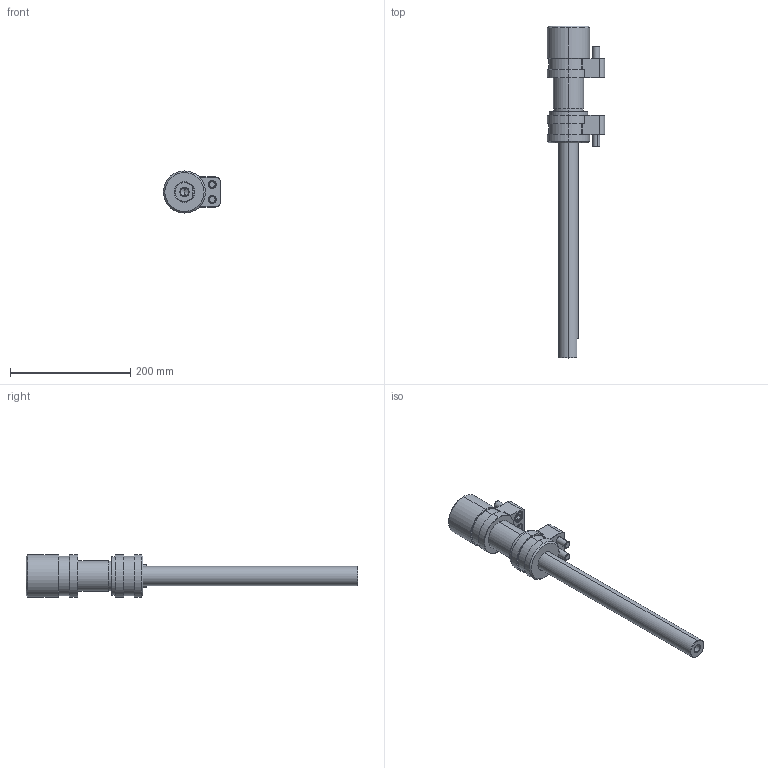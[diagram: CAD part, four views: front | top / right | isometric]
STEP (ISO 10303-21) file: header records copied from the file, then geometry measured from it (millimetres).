
FILE_DESCRIPTION (( 'STEP AP214' ), '1' );
FILE_NAME ('SY327054_strok56max.STEP', '2022-03-28T11:04:44', ( '' ), ( '' ), 'SwSTEP 2.0', 'SolidWorks 2019', '' );
FILE_SCHEMA (( 'AUTOMOTIVE_DESIGN' ));
Length unit declared in the file: millimetre
Products named in the file (11): BF503225; 8SY327054-H_final; 9SY327054-1; 3IMAN8X3-80ｺ; 9SY327054-2; DIN912 M12X40_DIN 912 M12 x 40 --- 40C; 9BF503225; SY327054_strok56max; 9SY327054-SE; 9SY327054-3
Assembly tree (18 placements, depth 3):
  SY327054_strok56max
    8SY327054-H_final
    9SY327054-2
    9SY327054-3
    9SY327054-1
    DIN912 M12X40_DIN 912 M12 x 40 --- 40C  x4
    BF503225
      9BF503225
      3IMAN8X3-80ｺ
    BF503225
      9BF503225
      3IMAN8X3-80ｺ
    9SY327054-SE  x4
Bounding box: 95 x 551 x 70 mm (x, y, z)
Volume: 891264.9 mm3; surface area: 178439.6 mm2
Topology: 16 solids, 16 shells, 506 faces, 1147 edges, 676 vertices
Faces by surface type: plane 151, cylinder 146, cone 141, torus 64, bspline 4
Entity records: 10225 total; most frequent: CARTESIAN_POINT 1835, DIRECTION 1635, ORIENTED_EDGE 1374, EDGE_CURVE 687, AXIS2_PLACEMENT_3D 676, VERTEX_POINT 408, CIRCLE 348, EDGE_LOOP 335
